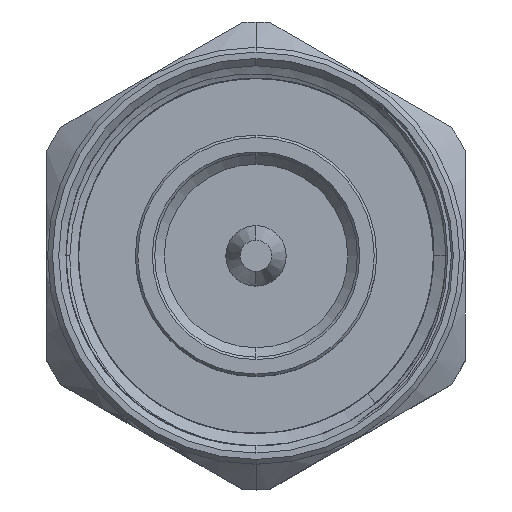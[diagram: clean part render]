
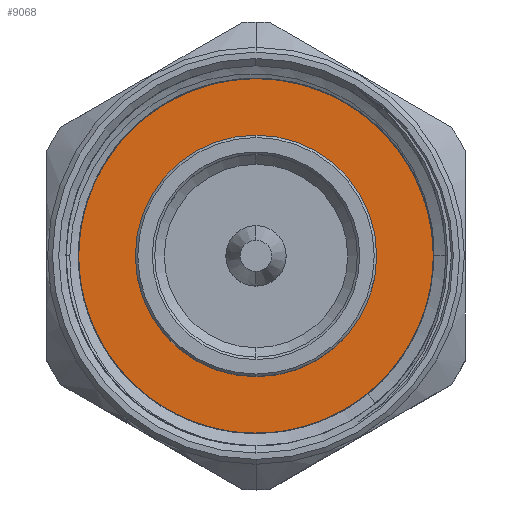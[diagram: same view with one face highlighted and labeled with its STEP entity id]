
A CAD part, top view. The second image highlights one B-rep face of the part: STEP entity #9068.
In plain terms, the highlighted face is planar.
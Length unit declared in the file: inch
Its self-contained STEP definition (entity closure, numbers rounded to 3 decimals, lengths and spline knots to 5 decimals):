
#277 = CARTESIAN_POINT ( 'NONE',  ( 0.3317, 0., 0. ) ) ;
#377 = VERTEX_POINT ( 'NONE', #11203 ) ;
#417 = EDGE_CURVE ( 'NONE', #5437, #8652, #11142, .T. ) ;
#559 = ORIENTED_EDGE ( 'NONE', *, *, #5109, .T. ) ;
#684 = DIRECTION ( 'NONE',  ( 0., -1., 0. ) ) ;
#689 = AXIS2_PLACEMENT_3D ( 'NONE', #9606, #6898, #4183 ) ;
#788 = EDGE_CURVE ( 'NONE', #3112, #377, #12135, .T. ) ;
#888 = CARTESIAN_POINT ( 'NONE',  ( 0.3317, -0.01075, -0.38563 ) ) ;
#1213 = LINE ( 'NONE', #9588, #6172 ) ;
#1232 = EDGE_CURVE ( 'NONE', #7565, #7999, #4203, .T. ) ;
#1264 = ORIENTED_EDGE ( 'NONE', *, *, #1232, .T. ) ;
#1272 = DIRECTION ( 'NONE',  ( 0., -1., 0. ) ) ;
#1397 = EDGE_LOOP ( 'NONE', ( #7400, #7431 ) ) ;
#1552 = CARTESIAN_POINT ( 'NONE',  ( 0.3317, 0., 0. ) ) ;
#1822 = CARTESIAN_POINT ( 'NONE',  ( 0.3317, 0.01709, -0.38465 ) ) ;
#1881 = CARTESIAN_POINT ( 'NONE',  ( 0.3317, -0.16408, -0.3544 ) ) ;
#2002 = CARTESIAN_POINT ( 'NONE',  ( 0.3317, 0.36797, -0.03733 ) ) ;
#2010 = PLANE ( 'NONE',  #2703 ) ;
#2301 = AXIS2_PLACEMENT_3D ( 'NONE', #10263, #5637, #4601 ) ;
#2665 = CIRCLE ( 'NONE', #689, 0.24999 ) ;
#2684 = CARTESIAN_POINT ( 'NONE',  ( 0.3317, -0.14696, -0.36127 ) ) ;
#2703 = AXIS2_PLACEMENT_3D ( 'NONE', #277, #11430, #4036 ) ;
#2772 = DIRECTION ( 'NONE',  ( 0., -1., 0. ) ) ;
#2806 = CARTESIAN_POINT ( 'NONE',  ( 0.3317, 0.25057, -0.28294 ) ) ;
#2842 = CARTESIAN_POINT ( 'NONE',  ( 0.3317, 0.24999, 0. ) ) ;
#2925 = CARTESIAN_POINT ( 'NONE',  ( 0.3317, 0.36886, -0.01871 ) ) ;
#3032 = CIRCLE ( 'NONE', #10509, 0.3937 ) ;
#3112 = VERTEX_POINT ( 'NONE', #8682 ) ;
#3241 = EDGE_LOOP ( 'NONE', ( #559, #9208, #5777, #1264 ) ) ;
#3592 = CARTESIAN_POINT ( 'NONE',  ( 0.3317, 0.29945, -0.22719 ) ) ;
#3656 = CARTESIAN_POINT ( 'NONE',  ( 0.3317, 0.34982, -0.12826 ) ) ;
#3684 = DIRECTION ( 'NONE',  ( -1., 0., 0. ) ) ;
#3778 = CARTESIAN_POINT ( 'NONE',  ( 0.3317, -0.05683, -0.38319 ) ) ;
#4036 = DIRECTION ( 'NONE',  ( 0., -1., 0. ) ) ;
#4183 = DIRECTION ( 'NONE',  ( 0., -1., 0. ) ) ;
#4203 = B_SPLINE_CURVE_WITH_KNOTS ( 'NONE', 3,
 ( #12171, #2925, #2002, #7478, #12041, #3656, #4770, #10376, #11236, #3592, #5685, #5743, #2806, #7417, #6674, #6492, #10252, #6547, #11115, #10311, #1822, #7351, #888, #8399, #3778, #4655, #4837, #2684, #1881, #11177, #11363, #8331, #5625, #5563 ),
 .UNSPECIFIED., .F., .F.,
 ( 4, 2, 2, 2, 2, 2, 2, 2, 2, 2, 2, 2, 2, 2, 2, 2, 4 ),
 ( 0., 0.00142, 0.00284, 0.00426, 0.00568, 0.0071, 0.00853, 0.00995, 0.01137, 0.01421, 0.01492, 0.01563, 0.01705, 0.01847, 0.01989, 0.02131, 0.02273 ),
 .UNSPECIFIED. ) ;
#4601 = DIRECTION ( 'NONE',  ( 0., -1., 0. ) ) ;
#4655 = CARTESIAN_POINT ( 'NONE',  ( 0.3317, -0.09337, -0.37703 ) ) ;
#4770 = CARTESIAN_POINT ( 'NONE',  ( 0.3317, 0.34356, -0.14563 ) ) ;
#4837 = CARTESIAN_POINT ( 'NONE',  ( 0.3317, -0.11165, -0.37259 ) ) ;
#5109 = EDGE_CURVE ( 'NONE', #7999, #3112, #3032, .T. ) ;
#5435 = AXIS2_PLACEMENT_3D ( 'NONE', #7681, #3684, #2772 ) ;
#5437 = VERTEX_POINT ( 'NONE', #11199 ) ;
#5563 = CARTESIAN_POINT ( 'NONE',  ( 0.3317, -0.27282, -0.28385 ) ) ;
#5625 = CARTESIAN_POINT ( 'NONE',  ( 0.3317, -0.259, -0.29645 ) ) ;
#5637 = DIRECTION ( 'NONE',  ( -1., 0., 0. ) ) ;
#5685 = CARTESIAN_POINT ( 'NONE',  ( 0.3317, 0.28835, -0.24193 ) ) ;
#5743 = CARTESIAN_POINT ( 'NONE',  ( 0.3317, 0.26397, -0.26976 ) ) ;
#5753 = FACE_OUTER_BOUND ( 'NONE', #3241, .T. ) ;
#5777 = ORIENTED_EDGE ( 'NONE', *, *, #11966, .T. ) ;
#5879 = FACE_BOUND ( 'NONE', #1397, .T. ) ;
#6172 = VECTOR ( 'NONE', #1272, 39.37008 ) ;
#6406 = DIRECTION ( 'NONE',  ( -1., 0., 0. ) ) ;
#6492 = CARTESIAN_POINT ( 'NONE',  ( 0.3317, 0.17602, -0.33744 ) ) ;
#6547 = CARTESIAN_POINT ( 'NONE',  ( 0.3317, 0.10823, -0.36857 ) ) ;
#6674 = CARTESIAN_POINT ( 'NONE',  ( 0.3317, 0.20734, -0.31787 ) ) ;
#6898 = DIRECTION ( 'NONE',  ( -1., 0., 0. ) ) ;
#7195 = CARTESIAN_POINT ( 'NONE',  ( 0.3317, -0.27282, -0.28385 ) ) ;
#7351 = CARTESIAN_POINT ( 'NONE',  ( 0.3317, -0.00149, -0.38553 ) ) ;
#7400 = ORIENTED_EDGE ( 'NONE', *, *, #417, .F. ) ;
#7417 = CARTESIAN_POINT ( 'NONE',  ( 0.3317, 0.22225, -0.30698 ) ) ;
#7431 = ORIENTED_EDGE ( 'NONE', *, *, #8812, .F. ) ;
#7478 = CARTESIAN_POINT ( 'NONE',  ( 0.3317, 0.36341, -0.07443 ) ) ;
#7565 = VERTEX_POINT ( 'NONE', #10547 ) ;
#7681 = CARTESIAN_POINT ( 'NONE',  ( 0.3317, 0., 0. ) ) ;
#7999 = VERTEX_POINT ( 'NONE', #7195 ) ;
#8331 = CARTESIAN_POINT ( 'NONE',  ( 0.3317, -0.24435, -0.30799 ) ) ;
#8399 = CARTESIAN_POINT ( 'NONE',  ( 0.3317, -0.03846, -0.38495 ) ) ;
#8652 = VERTEX_POINT ( 'NONE', #2842 ) ;
#8682 = CARTESIAN_POINT ( 'NONE',  ( 0.3317, -0.3937, 0. ) ) ;
#8812 = EDGE_CURVE ( 'NONE', #8652, #5437, #2665, .T. ) ;
#9068 = ADVANCED_FACE ( 'NONE', ( #5879, #5753 ), #2010, .T. ) ;
#9208 = ORIENTED_EDGE ( 'NONE', *, *, #788, .T. ) ;
#9588 = CARTESIAN_POINT ( 'NONE',  ( 0.3317, 0., 0. ) ) ;
#9606 = CARTESIAN_POINT ( 'NONE',  ( 0.3317, 0., 0. ) ) ;
#10252 = CARTESIAN_POINT ( 'NONE',  ( 0.3317, 0.15955, -0.34614 ) ) ;
#10263 = CARTESIAN_POINT ( 'NONE',  ( 0.3317, 0., 0. ) ) ;
#10311 = CARTESIAN_POINT ( 'NONE',  ( 0.3317, 0.02643, -0.38387 ) ) ;
#10376 = CARTESIAN_POINT ( 'NONE',  ( 0.3317, 0.32839, -0.17951 ) ) ;
#10509 = AXIS2_PLACEMENT_3D ( 'NONE', #1552, #6406, #684 ) ;
#10547 = CARTESIAN_POINT ( 'NONE',  ( 0.3317, 0.36833, 0. ) ) ;
#11115 = CARTESIAN_POINT ( 'NONE',  ( 0.3317, 0.07264, -0.37827 ) ) ;
#11142 = CIRCLE ( 'NONE', #5435, 0.24999 ) ;
#11177 = CARTESIAN_POINT ( 'NONE',  ( 0.3317, -0.19728, -0.33825 ) ) ;
#11199 = CARTESIAN_POINT ( 'NONE',  ( 0.3317, -0.24999, 0. ) ) ;
#11203 = CARTESIAN_POINT ( 'NONE',  ( 0.3317, 0.3937, 0. ) ) ;
#11236 = CARTESIAN_POINT ( 'NONE',  ( 0.3317, 0.31944, -0.19606 ) ) ;
#11363 = CARTESIAN_POINT ( 'NONE',  ( 0.3317, -0.21342, -0.32895 ) ) ;
#11430 = DIRECTION ( 'NONE',  ( -1., 0., 0. ) ) ;
#11966 = EDGE_CURVE ( 'NONE', #377, #7565, #1213, .T. ) ;
#12041 = CARTESIAN_POINT ( 'NONE',  ( 0.3317, 0.35974, -0.0927 ) ) ;
#12135 = CIRCLE ( 'NONE', #2301, 0.3937 ) ;
#12171 = CARTESIAN_POINT ( 'NONE',  ( 0.3317, 0.36833, 0. ) ) ;
